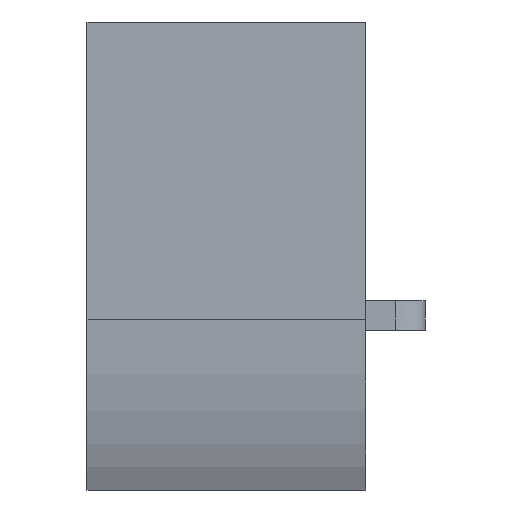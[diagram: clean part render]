
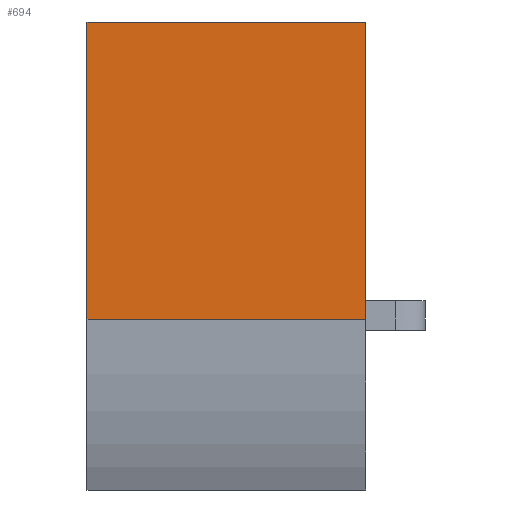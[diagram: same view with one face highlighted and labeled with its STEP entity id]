
A CAD part, left-side view. The second image highlights one B-rep face of the part: STEP entity #694.
In plain terms, the highlighted planar face has unit normal (-1, 0, 0).
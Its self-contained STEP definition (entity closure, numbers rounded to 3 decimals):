
#74=FACE_OUTER_BOUND('',#115,.T.);
#115=EDGE_LOOP('',(#580,#581,#582,#583));
#129=LINE('',#927,#209);
#196=LINE('',#1145,#276);
#197=LINE('',#1157,#277);
#199=LINE('',#1160,#279);
#209=VECTOR('',#763,1000.);
#276=VECTOR('',#884,1000.);
#277=VECTOR('',#887,1000.);
#279=VECTOR('',#891,1000.);
#289=VERTEX_POINT('',#924);
#290=VERTEX_POINT('',#926);
#347=VERTEX_POINT('',#1143);
#348=VERTEX_POINT('',#1144);
#353=EDGE_CURVE('',#289,#290,#129,.T.);
#432=EDGE_CURVE('',#347,#348,#196,.T.);
#435=EDGE_CURVE('',#348,#290,#197,.T.);
#437=EDGE_CURVE('',#347,#289,#199,.T.);
#580=ORIENTED_EDGE('',*,*,#437,.F.);
#581=ORIENTED_EDGE('',*,*,#432,.T.);
#582=ORIENTED_EDGE('',*,*,#435,.T.);
#583=ORIENTED_EDGE('',*,*,#353,.F.);
#662=PLANE('',#746);
#694=ADVANCED_FACE('',(#74),#662,.F.);
#746=AXIS2_PLACEMENT_3D('',#1159,#889,#890);
#763=DIRECTION('',(0.,-1.,0.));
#884=DIRECTION('',(0.,-1.,0.));
#887=DIRECTION('',(0.,0.,1.));
#889=DIRECTION('center_axis',(1.,0.,0.));
#890=DIRECTION('ref_axis',(0.,0.,1.));
#891=DIRECTION('',(0.,0.,1.));
#924=CARTESIAN_POINT('',(-21.,12.375,35.));
#926=CARTESIAN_POINT('',(-21.,-6.375,35.));
#927=CARTESIAN_POINT('',(-21.,0.,35.));
#1143=CARTESIAN_POINT('',(-21.,12.375,15.));
#1144=CARTESIAN_POINT('',(-21.,-6.375,15.));
#1145=CARTESIAN_POINT('',(-21.,-6.375,15.));
#1157=CARTESIAN_POINT('',(-21.,-6.375,33.));
#1159=CARTESIAN_POINT('Origin',(-21.,0.,18.));
#1160=CARTESIAN_POINT('',(-21.,12.375,18.));
